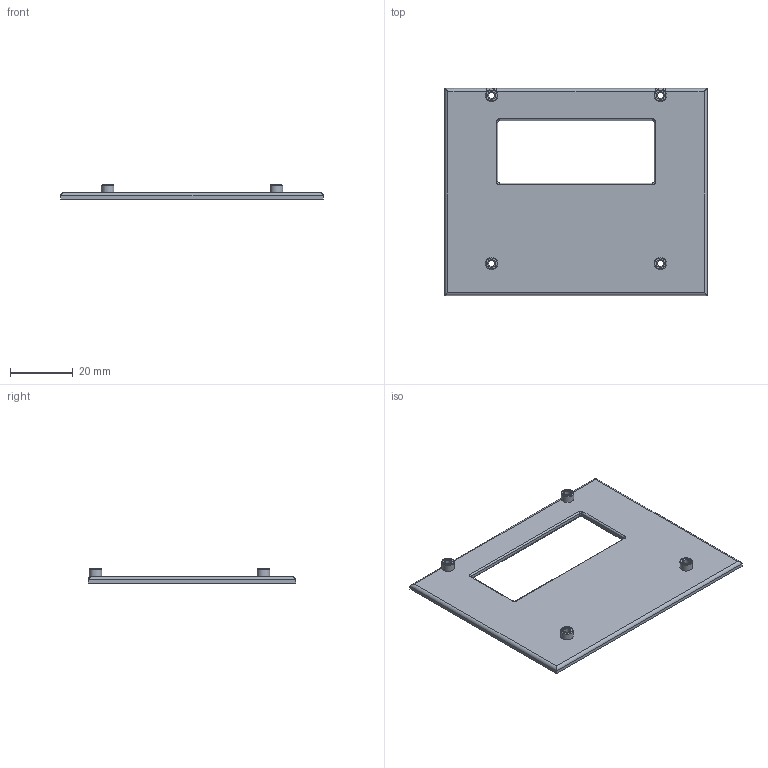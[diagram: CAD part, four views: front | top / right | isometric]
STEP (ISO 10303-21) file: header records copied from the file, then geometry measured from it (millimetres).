
FILE_DESCRIPTION(('FreeCAD Model'),'2;1');
FILE_NAME('Open CASCADE Shape Model','2022-06-07T21:42:43',('Author'),( ''),'Open CASCADE STEP processor 7.5','FreeCAD','Unknown');
FILE_SCHEMA(('AUTOMOTIVE_DESIGN { 1 0 10303 214 1 1 1 1 }'));
Length unit declared in the file: millimetre
Products named in the file (1): Body
Bounding box: 84 x 66.25 x 4.5 mm (x, y, z)
Volume: 9117.2 mm3; surface area: 10028.6 mm2
Topology: 1 solids, 1 shells, 58 faces, 130 edges, 76 vertices
Faces by surface type: cylinder 26, torus 16, plane 14, bspline 2
Full cylindrical faces by diameter (mm): 2.05 x4, 4 x4
Entity records: 3638 total; most frequent: CARTESIAN_POINT 899, DIRECTION 548, LINE 270, VECTOR 270, ORIENTED_EDGE 260, PCURVE 260, DEFINITIONAL_REPRESENTATION 260, EDGE_CURVE 130
